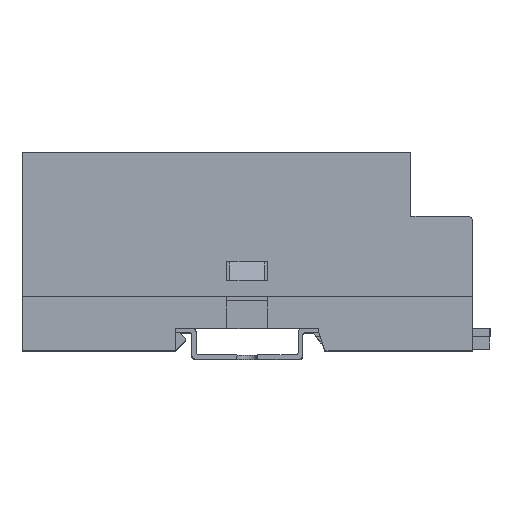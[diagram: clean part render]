
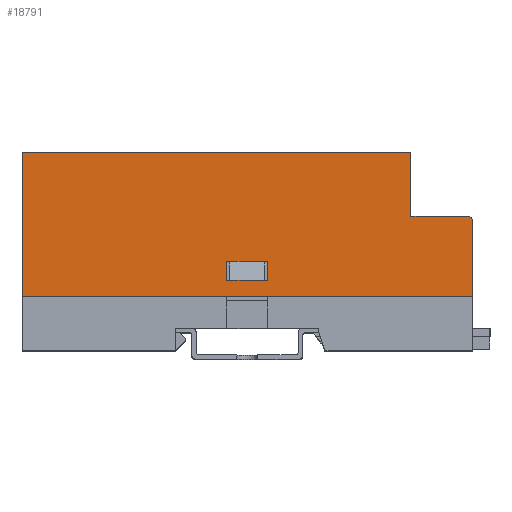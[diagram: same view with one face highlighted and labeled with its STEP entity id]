
A CAD part, top view. The second image highlights one B-rep face of the part: STEP entity #18791.
In plain terms, the highlighted face is planar.
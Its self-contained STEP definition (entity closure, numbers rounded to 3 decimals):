
#239 = CARTESIAN_POINT ( 'NONE',  ( 55., 35.3, -35. ) ) ;
#274 = EDGE_CURVE ( 'NONE', #3244, #26085, #12583, .T. ) ;
#601 = ORIENTED_EDGE ( 'NONE', *, *, #19251, .F. ) ;
#840 = CARTESIAN_POINT ( 'NONE',  ( 55., 0., -35. ) ) ;
#859 = LINE ( 'NONE', #12449, #4085 ) ;
#951 = CARTESIAN_POINT ( 'NONE',  ( -5., 4., -35. ) ) ;
#1716 = CARTESIAN_POINT ( 'NONE',  ( 5., 4., -35. ) ) ;
#2646 = VERTEX_POINT ( 'NONE', #3112 ) ;
#2757 = DIRECTION ( 'NONE',  ( -1., 0., 0. ) ) ;
#3044 = VECTOR ( 'NONE', #2757, 1000. ) ;
#3112 = CARTESIAN_POINT ( 'NONE',  ( -40., 35.3, -35. ) ) ;
#3244 = VERTEX_POINT ( 'NONE', #18224 ) ;
#3658 = CARTESIAN_POINT ( 'NONE',  ( -55., 35.3, -35. ) ) ;
#4085 = VECTOR ( 'NONE', #18674, 1000. ) ;
#4147 = DIRECTION ( 'NONE',  ( 1., 0., 0. ) ) ;
#4174 = VECTOR ( 'NONE', #20195, 1000. ) ;
#4620 = ORIENTED_EDGE ( 'NONE', *, *, #6478, .F. ) ;
#4665 = LINE ( 'NONE', #7016, #3044 ) ;
#5090 = VERTEX_POINT ( 'NONE', #24846 ) ;
#5596 = CARTESIAN_POINT ( 'NONE',  ( -40., 19.6, -35. ) ) ;
#5670 = EDGE_CURVE ( 'NONE', #7014, #26085, #4665, .T. ) ;
#5763 = VECTOR ( 'NONE', #15375, 1000. ) ;
#6313 = PLANE ( 'NONE',  #17753 ) ;
#6478 = EDGE_CURVE ( 'NONE', #5090, #10626, #11574, .T. ) ;
#6857 = VERTEX_POINT ( 'NONE', #10509 ) ;
#7014 = VERTEX_POINT ( 'NONE', #840 ) ;
#7016 = CARTESIAN_POINT ( 'NONE',  ( -55., 0., -35. ) ) ;
#7229 = VERTEX_POINT ( 'NONE', #5596 ) ;
#7387 = EDGE_CURVE ( 'NONE', #10626, #6857, #859, .T. ) ;
#8356 = VECTOR ( 'NONE', #8378, 1000. ) ;
#8378 = DIRECTION ( 'NONE',  ( 0., -1., 0. ) ) ;
#8658 = CARTESIAN_POINT ( 'NONE',  ( 5., 4., -35. ) ) ;
#9125 = CARTESIAN_POINT ( 'NONE',  ( -55., 35.3, -35. ) ) ;
#9339 = ORIENTED_EDGE ( 'NONE', *, *, #19492, .F. ) ;
#9585 = CARTESIAN_POINT ( 'NONE',  ( -5., 8.7, -35. ) ) ;
#9660 = EDGE_CURVE ( 'NONE', #7229, #14552, #26192, .T. ) ;
#9813 = DIRECTION ( 'NONE',  ( -1., 0., 0. ) ) ;
#10293 = EDGE_LOOP ( 'NONE', ( #17510, #16789, #25823, #12793, #601, #21790, #15511 ) ) ;
#10509 = CARTESIAN_POINT ( 'NONE',  ( 5., 8.7, -35. ) ) ;
#10626 = VERTEX_POINT ( 'NONE', #9585 ) ;
#11574 = LINE ( 'NONE', #951, #5763 ) ;
#11609 = VECTOR ( 'NONE', #15327, 1000. ) ;
#11785 = AXIS2_PLACEMENT_3D ( 'NONE', #15448, #17788, #19767 ) ;
#11852 = DIRECTION ( 'NONE',  ( 0., -1., 0. ) ) ;
#12027 = VECTOR ( 'NONE', #15373, 1000. ) ;
#12449 = CARTESIAN_POINT ( 'NONE',  ( 5., 8.7, -35. ) ) ;
#12529 = CARTESIAN_POINT ( 'NONE',  ( -55., 35.3, -35. ) ) ;
#12583 = LINE ( 'NONE', #9125, #16770 ) ;
#12793 = ORIENTED_EDGE ( 'NONE', *, *, #18429, .T. ) ;
#13809 = LINE ( 'NONE', #8658, #8356 ) ;
#14426 = ORIENTED_EDGE ( 'NONE', *, *, #25659, .F. ) ;
#14552 = VERTEX_POINT ( 'NONE', #23505 ) ;
#15327 = DIRECTION ( 'NONE',  ( 0., 1., 0. ) ) ;
#15373 = DIRECTION ( 'NONE',  ( -1., 0., 0. ) ) ;
#15375 = DIRECTION ( 'NONE',  ( 0., 1., 0. ) ) ;
#15448 = CARTESIAN_POINT ( 'NONE',  ( -54., 18.6, -35. ) ) ;
#15511 = ORIENTED_EDGE ( 'NONE', *, *, #5670, .T. ) ;
#15864 = EDGE_CURVE ( 'NONE', #3244, #14552, #19369, .T. ) ;
#16015 = CARTESIAN_POINT ( 'NONE',  ( 5., 4., -35. ) ) ;
#16770 = VECTOR ( 'NONE', #21088, 1000. ) ;
#16789 = ORIENTED_EDGE ( 'NONE', *, *, #15864, .T. ) ;
#16841 = DIRECTION ( 'NONE',  ( 0., 0., 1. ) ) ;
#17107 = LINE ( 'NONE', #23469, #23859 ) ;
#17225 = VERTEX_POINT ( 'NONE', #16015 ) ;
#17229 = CARTESIAN_POINT ( 'NONE',  ( -40., 19.6, -35. ) ) ;
#17510 = ORIENTED_EDGE ( 'NONE', *, *, #274, .F. ) ;
#17753 = AXIS2_PLACEMENT_3D ( 'NONE', #12529, #16841, #4147 ) ;
#17788 = DIRECTION ( 'NONE',  ( 0., 0., -1. ) ) ;
#18224 = CARTESIAN_POINT ( 'NONE',  ( -55., 18.6, -35. ) ) ;
#18429 = EDGE_CURVE ( 'NONE', #7229, #2646, #23832, .T. ) ;
#18674 = DIRECTION ( 'NONE',  ( 1., 0., 0. ) ) ;
#18791 = ADVANCED_FACE ( 'NONE', ( #19320, #25107 ), #6313, .F. ) ;
#19149 = ORIENTED_EDGE ( 'NONE', *, *, #7387, .F. ) ;
#19251 = EDGE_CURVE ( 'NONE', #23967, #2646, #25699, .T. ) ;
#19320 = FACE_BOUND ( 'NONE', #20924, .T. ) ;
#19369 = CIRCLE ( 'NONE', #11785, 1. ) ;
#19492 = EDGE_CURVE ( 'NONE', #6857, #17225, #13809, .T. ) ;
#19661 = LINE ( 'NONE', #1716, #4174 ) ;
#19767 = DIRECTION ( 'NONE',  ( 1., 0., 0. ) ) ;
#19920 = CARTESIAN_POINT ( 'NONE',  ( -55., 0., -35. ) ) ;
#20195 = DIRECTION ( 'NONE',  ( -1., 0., 0. ) ) ;
#20924 = EDGE_LOOP ( 'NONE', ( #19149, #4620, #14426, #9339 ) ) ;
#21088 = DIRECTION ( 'NONE',  ( 0., -1., 0. ) ) ;
#21655 = CARTESIAN_POINT ( 'NONE',  ( -55., 19.6, -35. ) ) ;
#21790 = ORIENTED_EDGE ( 'NONE', *, *, #25220, .T. ) ;
#23469 = CARTESIAN_POINT ( 'NONE',  ( 55., 35.3, -35. ) ) ;
#23505 = CARTESIAN_POINT ( 'NONE',  ( -54., 19.6, -35. ) ) ;
#23767 = VECTOR ( 'NONE', #9813, 1000. ) ;
#23832 = LINE ( 'NONE', #17229, #11609 ) ;
#23859 = VECTOR ( 'NONE', #11852, 1000. ) ;
#23967 = VERTEX_POINT ( 'NONE', #239 ) ;
#24846 = CARTESIAN_POINT ( 'NONE',  ( -5., 4., -35. ) ) ;
#25107 = FACE_OUTER_BOUND ( 'NONE', #10293, .T. ) ;
#25220 = EDGE_CURVE ( 'NONE', #23967, #7014, #17107, .T. ) ;
#25659 = EDGE_CURVE ( 'NONE', #17225, #5090, #19661, .T. ) ;
#25699 = LINE ( 'NONE', #3658, #23767 ) ;
#25823 = ORIENTED_EDGE ( 'NONE', *, *, #9660, .F. ) ;
#26085 = VERTEX_POINT ( 'NONE', #19920 ) ;
#26192 = LINE ( 'NONE', #21655, #12027 ) ;
